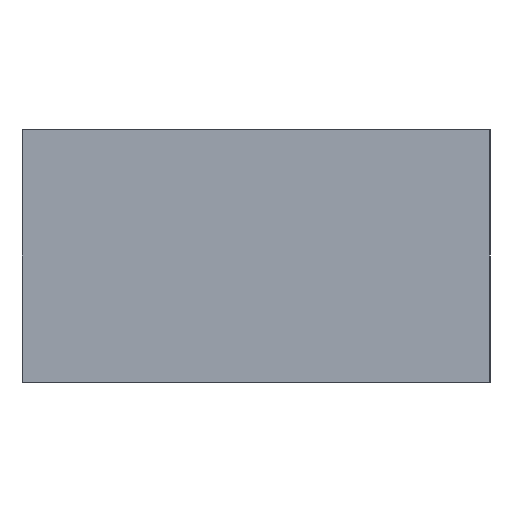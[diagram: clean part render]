
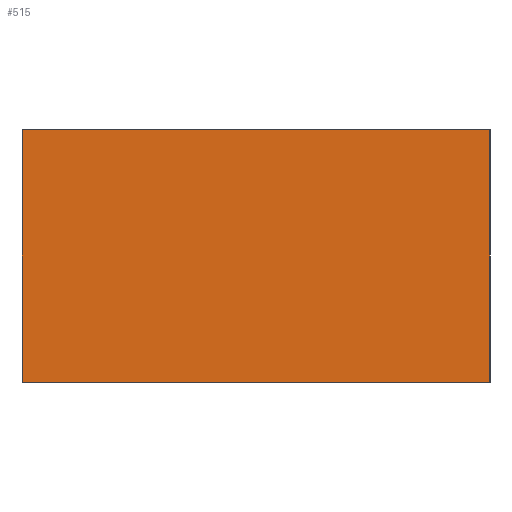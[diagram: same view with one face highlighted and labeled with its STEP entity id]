
A CAD part, left-side view. The second image highlights one B-rep face of the part: STEP entity #515.
In plain terms, the highlighted planar face has unit normal (-1, 0, 0).
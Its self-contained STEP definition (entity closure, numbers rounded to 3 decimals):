
#327=CARTESIAN_POINT('POINT25',(0.,0.,0.));
#328=VERTEX_POINT('VERTEX25',#327);
#335=CARTESIAN_POINT('POINT26',(0.,0.,40.));
#336=VERTEX_POINT('VERTEX26',#335);
#337=CARTESIAN_POINT('POS42',(0.,0.,0.));
#338=DIRECTION('DIR52',(0.,0.,-1.));
#339=VECTOR('VEC32',#338,1.);
#340=LINE('STRAIGHT32',#337,#339);
#341=EDGE_CURVE('EDGE34',#336,#328,#340,.T.);
#485=CARTESIAN_POINT('POINT35',(0.,-74.,0.));
#486=VERTEX_POINT('VERTEX35',#485);
#487=CARTESIAN_POINT('POS57',(0.,0.,0.));
#488=DIRECTION('DIR75',(0.,1.,0.));
#489=VECTOR('VEC39',#488,1.);
#490=LINE('STRAIGHT39',#487,#489);
#491=EDGE_CURVE('EDGE49',#486,#328,#490,.T.);
#492=ORIENTED_EDGE('COEDGE75',*,*,#491,.F.);
#493=CARTESIAN_POINT('POINT36',(0.,-74.,40.));
#494=VERTEX_POINT('VERTEX36',#493);
#495=CARTESIAN_POINT('POS58',(0.,-74.,0.));
#496=DIRECTION('DIR76',(0.,0.,-1.));
#497=VECTOR('VEC40',#496,1.);
#498=LINE('STRAIGHT40',#495,#497);
#499=EDGE_CURVE('EDGE50',#494,#486,#498,.T.);
#500=ORIENTED_EDGE('COEDGE76',*,*,#499,.F.);
#501=CARTESIAN_POINT('POS59',(0.,0.,40.));
#502=DIRECTION('DIR77',(0.,1.,0.));
#503=VECTOR('VEC41',#502,1.);
#504=LINE('STRAIGHT41',#501,#503);
#505=EDGE_CURVE('EDGE51',#494,#336,#504,.T.);
#506=ORIENTED_EDGE('COEDGE77',*,*,#505,.T.);
#507=ORIENTED_EDGE('COEDGE78',*,*,#341,.T.);
#508=EDGE_LOOP('NONE',(#492,#500,#506,#507));
#509=FACE_BOUND('LOOP1',#508,.T.);
#510=CARTESIAN_POINT('POS60',(0.,0.,0.));
#511=DIRECTION('DIR78',(-1.,0.,0.));
#512=DIRECTION('DIR79',(0.,1.,0.));
#513=AXIS2_PLACEMENT_3D('AXIS19',#510,#511,#512);
#514=PLANE('PLANE12',#513);
#515=ADVANCED_FACE('FACE17',(#509),#514,.T.);
